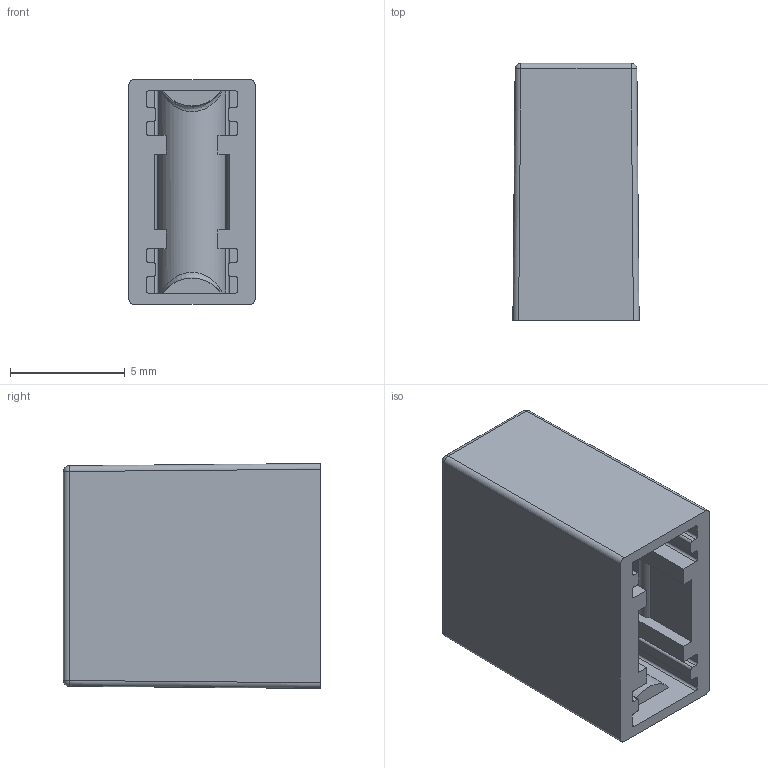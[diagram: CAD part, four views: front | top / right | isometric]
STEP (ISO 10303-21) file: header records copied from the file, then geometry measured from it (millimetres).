
FILE_DESCRIPTION((' '),'2;1');
FILE_NAME('TACxxx.stp','2017-07-26T11:22:15',(' '),(' '),' ','ACIS',' ');
FILE_SCHEMA(('CONFIG_CONTROL_DESIGN'));
Length unit declared in the file: inch
Products named in the file (1): TACxxx.stp
Bounding box: 5.5 x 11.2 x 9.8 mm (x, y, z)
Volume: 319.9 mm3; surface area: 796.3 mm2
Topology: 1 solids, 1 shells, 113 faces, 314 edges, 200 vertices
Faces by surface type: plane 64, cylinder 43, sphere 4, bspline 2
Entity records: 4519 total; most frequent: CARTESIAN_POINT 1454, DIRECTION 636, ORIENTED_EDGE 620, EDGE_CURVE 310, AXIS2_PLACEMENT_3D 218, VERTEX_POINT 200, VECTOR 200, LINE 200
